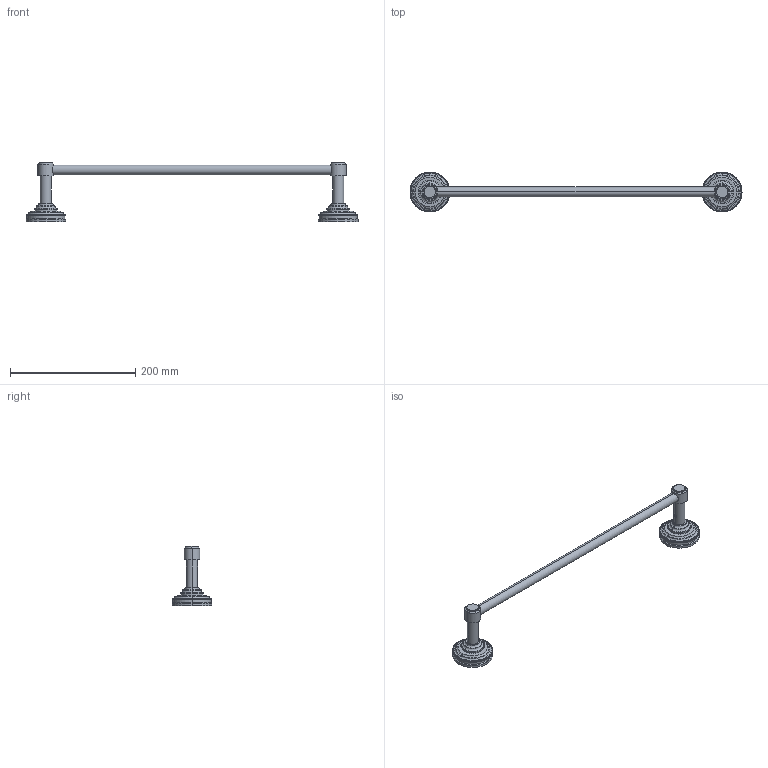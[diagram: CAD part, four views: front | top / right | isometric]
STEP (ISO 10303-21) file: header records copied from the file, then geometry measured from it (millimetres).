
FILE_DESCRIPTION((''),'2;1');
FILE_NAME('29-01_WEB','2010-07-02T',('pnmurthy'),(''),'PRO/ENGINEER BY PARAMETRIC TECHNOLOGY CORPORATION, 2009300','PRO/ENGINEER BY PARAMETRIC TECHNOLOGY CORPORATION, 2009300','');
FILE_SCHEMA(('CONFIG_CONTROL_DESIGN'));
Length unit declared in the file: inch
Products named in the file (1): 29-01_WEB
Bounding box: 530.23 x 63.5 x 95.25 mm (x, y, z)
Surface area: 76878.4 mm2 (no closed solid volume)
Topology: 0 solids, 23 shells, 996 faces, 3458 edges, 2318 vertices
Faces by surface type: plane 564, cylinder 398, torus 20, cone 8, bspline 6
Entity records: 38282 total; most frequent: CARTESIAN_POINT 8236, DIRECTION 6238, ORIENTED_EDGE 6138, EDGE_CURVE 3458, VECTOR 2562, LINE 2562, VERTEX_POINT 2318, AXIS2_PLACEMENT_3D 1838
